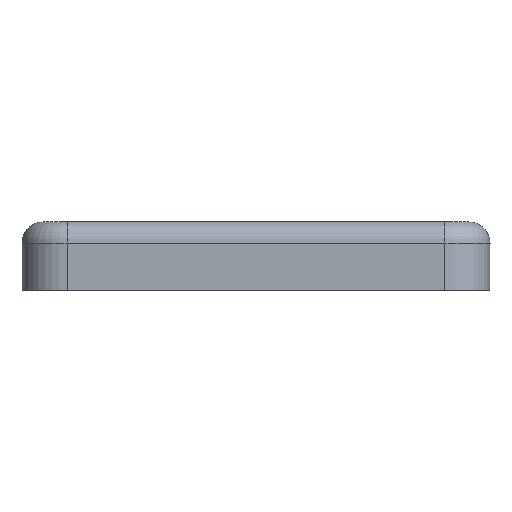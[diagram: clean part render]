
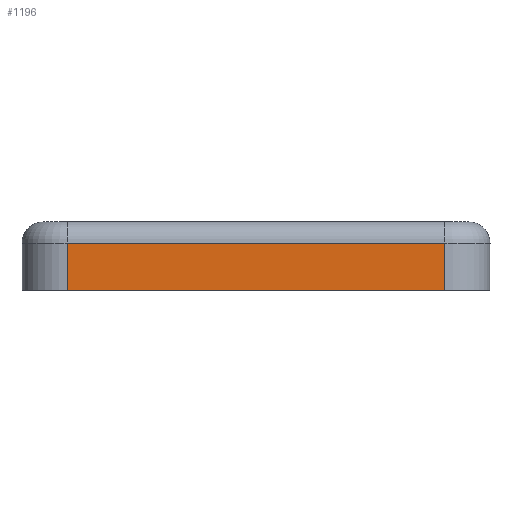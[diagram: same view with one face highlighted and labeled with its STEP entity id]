
A CAD part, left-side view. The second image highlights one B-rep face of the part: STEP entity #1196.
In plain terms, the highlighted face is planar.
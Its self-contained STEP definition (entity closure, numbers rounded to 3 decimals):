
#352=ORIENTED_EDGE('',*,*,#636,.F.);
#353=ORIENTED_EDGE('',*,*,#641,.F.);
#354=ORIENTED_EDGE('',*,*,#642,.T.);
#355=ORIENTED_EDGE('',*,*,#643,.T.);
#636=EDGE_CURVE('',#763,#764,#856,.T.);
#641=EDGE_CURVE('',#767,#763,#858,.T.);
#642=EDGE_CURVE('',#767,#768,#859,.T.);
#643=EDGE_CURVE('',#768,#764,#860,.T.);
#763=VERTEX_POINT('',#2055);
#764=VERTEX_POINT('',#2057);
#767=VERTEX_POINT('',#2067);
#768=VERTEX_POINT('',#2069);
#856=LINE('',#2056,#944);
#858=LINE('',#2066,#946);
#859=LINE('',#2068,#947);
#860=LINE('',#2070,#948);
#944=VECTOR('',#1681,1000.);
#946=VECTOR('',#1693,1000.);
#947=VECTOR('',#1694,1000.);
#948=VECTOR('',#1695,1000.);
#1012=EDGE_LOOP('',(#352,#353,#354,#355));
#1096=FACE_BOUND('',#1012,.T.);
#1141=PLANE('',#1345);
#1196=ADVANCED_FACE('',(#1096),#1141,.F.);
#1345=AXIS2_PLACEMENT_3D('',#2065,#1691,#1692);
#1681=DIRECTION('',(0.,-1.,0.));
#1691=DIRECTION('',(0.,0.,1.));
#1692=DIRECTION('',(1.,0.,0.));
#1693=DIRECTION('',(-1.,0.,0.));
#1694=DIRECTION('',(0.,-1.,0.));
#1695=DIRECTION('',(-1.,0.,0.));
#2055=CARTESIAN_POINT('',(-8.025,-0.9,-10.65));
#2056=CARTESIAN_POINT('',(-8.025,0.,-10.65));
#2057=CARTESIAN_POINT('',(-8.025,-2.9,-10.65));
#2065=CARTESIAN_POINT('',(8.025,0.,-10.65));
#2066=CARTESIAN_POINT('',(8.025,-0.9,-10.65));
#2067=CARTESIAN_POINT('',(8.025,-0.9,-10.65));
#2068=CARTESIAN_POINT('',(8.025,0.,-10.65));
#2069=CARTESIAN_POINT('',(8.025,-2.9,-10.65));
#2070=CARTESIAN_POINT('',(8.025,-2.9,-10.65));
